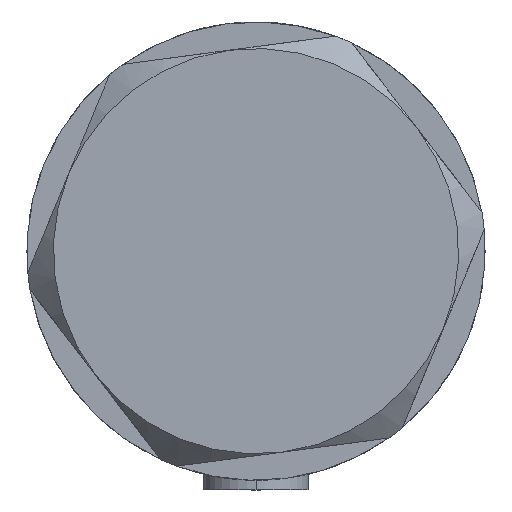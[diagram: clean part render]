
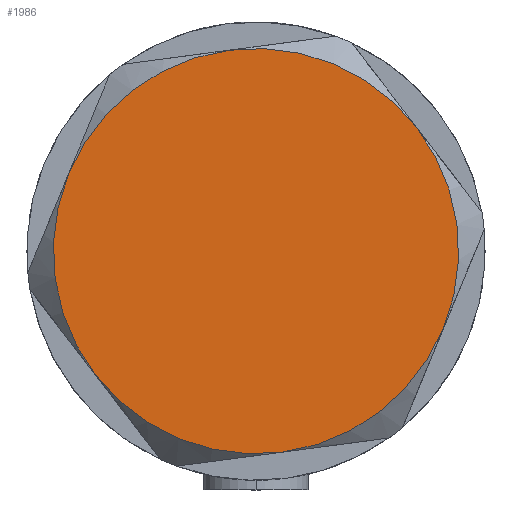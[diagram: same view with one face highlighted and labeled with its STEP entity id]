
A CAD part, left-side view. The second image highlights one B-rep face of the part: STEP entity #1986.
In plain terms, the highlighted face is planar.
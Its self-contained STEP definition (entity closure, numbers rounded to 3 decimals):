
#77 = CIRCLE ( 'NONE', #674, 23. ) ;
#279 = CARTESIAN_POINT ( 'NONE',  ( 0., 0., 9. ) ) ;
#301 = CARTESIAN_POINT ( 'NONE',  ( 0., 0., 9. ) ) ;
#508 = AXIS2_PLACEMENT_3D ( 'NONE', #973, #4127, #4606 ) ;
#542 = EDGE_CURVE ( 'NONE', #4531, #4328, #77, .T. ) ;
#547 = CARTESIAN_POINT ( 'NONE',  ( -11.5, 19.919, 9. ) ) ;
#639 = ORIENTED_EDGE ( 'NONE', *, *, #3484, .T. ) ;
#674 = AXIS2_PLACEMENT_3D ( 'NONE', #3351, #1414, #3826 ) ;
#971 = EDGE_CURVE ( 'NONE', #5070, #4531, #2840, .T. ) ;
#973 = CARTESIAN_POINT ( 'NONE',  ( 0., 0., 9. ) ) ;
#1011 = DIRECTION ( 'NONE',  ( 0., 0., 1. ) ) ;
#1123 = ORIENTED_EDGE ( 'NONE', *, *, #2726, .T. ) ;
#1253 = AXIS2_PLACEMENT_3D ( 'NONE', #3379, #1011, #4242 ) ;
#1326 = DIRECTION ( 'NONE',  ( 1., 0., 0. ) ) ;
#1414 = DIRECTION ( 'NONE',  ( 0., 0., 1. ) ) ;
#1433 = CIRCLE ( 'NONE', #3948, 23. ) ;
#1736 = FACE_OUTER_BOUND ( 'NONE', #4456, .T. ) ;
#1848 = AXIS2_PLACEMENT_3D ( 'NONE', #279, #2113, #3789 ) ;
#1861 = ORIENTED_EDGE ( 'NONE', *, *, #2932, .T. ) ;
#1902 = CARTESIAN_POINT ( 'NONE',  ( -23., 0., 9. ) ) ;
#1942 = DIRECTION ( 'NONE',  ( 0., 0., 1. ) ) ;
#1986 = ADVANCED_FACE ( 'NONE', ( #1736 ), #4523, .T. ) ;
#2049 = CARTESIAN_POINT ( 'NONE',  ( 0., 0., 9. ) ) ;
#2113 = DIRECTION ( 'NONE',  ( 0., 0., 1. ) ) ;
#2300 = EDGE_CURVE ( 'NONE', #3466, #3615, #3522, .T. ) ;
#2445 = VERTEX_POINT ( 'NONE', #547 ) ;
#2480 = DIRECTION ( 'NONE',  ( 1., 0., 0. ) ) ;
#2726 = EDGE_CURVE ( 'NONE', #3615, #2445, #4696, .T. ) ;
#2778 = CARTESIAN_POINT ( 'NONE',  ( 11.5, -19.919, 9. ) ) ;
#2840 = CIRCLE ( 'NONE', #1253, 23. ) ;
#2876 = CARTESIAN_POINT ( 'NONE',  ( 0., 0., 9. ) ) ;
#2882 = DIRECTION ( 'NONE',  ( 0., 0., 1. ) ) ;
#2896 = DIRECTION ( 'NONE',  ( 0., 0., 1. ) ) ;
#2932 = EDGE_CURVE ( 'NONE', #4328, #3466, #5044, .T. ) ;
#3330 = ORIENTED_EDGE ( 'NONE', *, *, #542, .T. ) ;
#3351 = CARTESIAN_POINT ( 'NONE',  ( 0., 0., 9. ) ) ;
#3379 = CARTESIAN_POINT ( 'NONE',  ( 0., 0., 9. ) ) ;
#3382 = ORIENTED_EDGE ( 'NONE', *, *, #2300, .T. ) ;
#3439 = AXIS2_PLACEMENT_3D ( 'NONE', #2049, #2882, #1326 ) ;
#3466 = VERTEX_POINT ( 'NONE', #4870 ) ;
#3481 = DIRECTION ( 'NONE',  ( 1., 0., 0. ) ) ;
#3484 = EDGE_CURVE ( 'NONE', #2445, #5070, #1433, .T. ) ;
#3522 = CIRCLE ( 'NONE', #1848, 23. ) ;
#3525 = AXIS2_PLACEMENT_3D ( 'NONE', #301, #1942, #3481 ) ;
#3615 = VERTEX_POINT ( 'NONE', #4574 ) ;
#3789 = DIRECTION ( 'NONE',  ( 1., 0., 0. ) ) ;
#3826 = DIRECTION ( 'NONE',  ( 1., 0., 0. ) ) ;
#3948 = AXIS2_PLACEMENT_3D ( 'NONE', #2876, #2896, #2480 ) ;
#4052 = CARTESIAN_POINT ( 'NONE',  ( -11.5, -19.919, 9. ) ) ;
#4127 = DIRECTION ( 'NONE',  ( 0., 0., 1. ) ) ;
#4242 = DIRECTION ( 'NONE',  ( 1., 0., 0. ) ) ;
#4328 = VERTEX_POINT ( 'NONE', #2778 ) ;
#4456 = EDGE_LOOP ( 'NONE', ( #1861, #3382, #1123, #639, #4648, #3330 ) ) ;
#4523 = PLANE ( 'NONE',  #508 ) ;
#4531 = VERTEX_POINT ( 'NONE', #4052 ) ;
#4574 = CARTESIAN_POINT ( 'NONE',  ( 11.5, 19.919, 9. ) ) ;
#4606 = DIRECTION ( 'NONE',  ( 1., 0., 0. ) ) ;
#4648 = ORIENTED_EDGE ( 'NONE', *, *, #971, .T. ) ;
#4696 = CIRCLE ( 'NONE', #3525, 23. ) ;
#4870 = CARTESIAN_POINT ( 'NONE',  ( 23., 0., 9. ) ) ;
#5044 = CIRCLE ( 'NONE', #3439, 23. ) ;
#5070 = VERTEX_POINT ( 'NONE', #1902 ) ;
